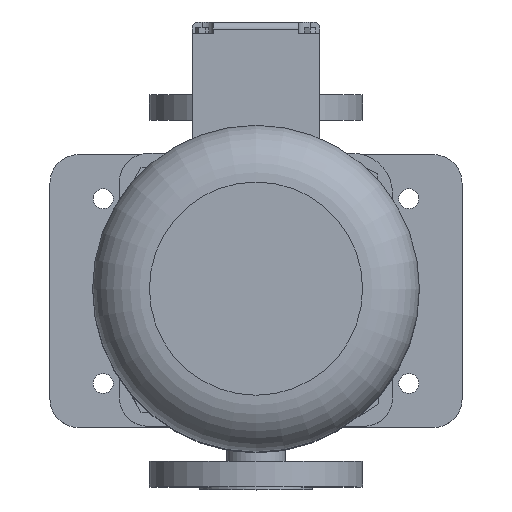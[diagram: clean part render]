
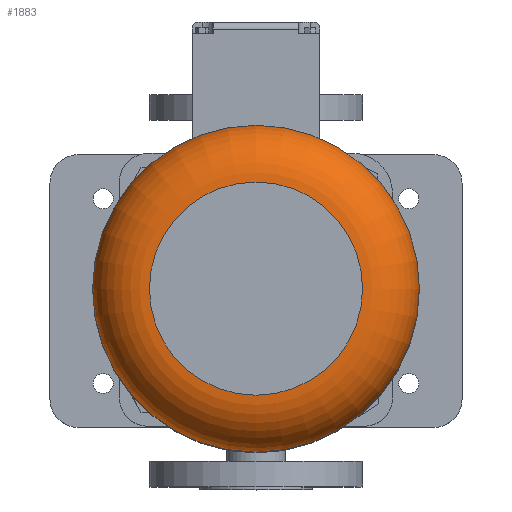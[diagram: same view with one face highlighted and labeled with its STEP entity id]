
A CAD part, top view. The second image highlights one B-rep face of the part: STEP entity #1883.
In plain terms, the highlighted toroidal (fillet/blend) face has major radius 75 mm and minor radius 40 mm.
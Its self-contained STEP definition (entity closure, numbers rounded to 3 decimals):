
#1883=ADVANCED_FACE('',(#5924,#5926),#5928,.T.);
#5924=FACE_OUTER_BOUND('',#5925,.T.);
#5925=EDGE_LOOP('',(#9431));
#5926=FACE_OUTER_BOUND('',#5927,.T.);
#5927=EDGE_LOOP('',(#9432));
#5928=TOROIDAL_SURFACE('',#5929,75.,40.);
#5929=AXIS2_PLACEMENT_3D('',#5930,#5931,#5932);
#5930=CARTESIAN_POINT('',(0.,0.,952.));
#5931=DIRECTION('',(0.,0.,-1.));
#5932=DIRECTION('',(0.,1.,0.));
#9431=ORIENTED_EDGE('',*,*,#11458,.F.);
#9432=ORIENTED_EDGE('',*,*,#11464,.T.);
#11458=EDGE_CURVE('',#13277,#13277,#13278,.T.);
#11464=EDGE_CURVE('',#13285,#13285,#13286,.T.);
#13277=VERTEX_POINT('',#16961);
#13278=CIRCLE('',#16962,115.);
#13285=VERTEX_POINT('',#16983);
#13286=CIRCLE('',#16984,75.);
#16961=CARTESIAN_POINT('',(0.,115.,952.));
#16962=AXIS2_PLACEMENT_3D('',#16963,#16964,#16965);
#16963=CARTESIAN_POINT('',(0.,0.,952.));
#16964=DIRECTION('',(0.,0.,-1.));
#16965=DIRECTION('',(0.,1.,0.));
#16983=CARTESIAN_POINT('',(0.,75.,992.));
#16984=AXIS2_PLACEMENT_3D('',#16985,#16986,#16987);
#16985=CARTESIAN_POINT('',(0.,0.,992.));
#16986=DIRECTION('',(0.,0.,-1.));
#16987=DIRECTION('',(0.,1.,0.));
